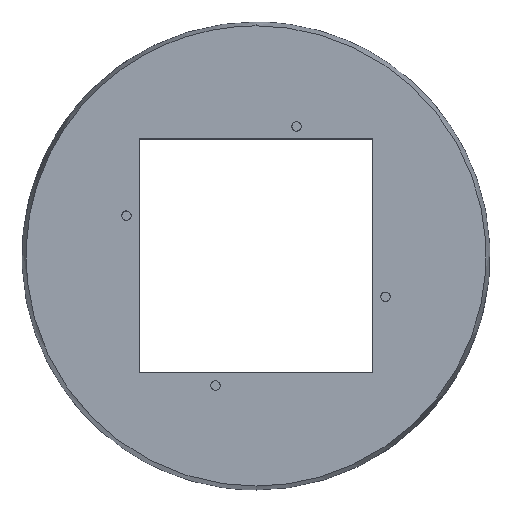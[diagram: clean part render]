
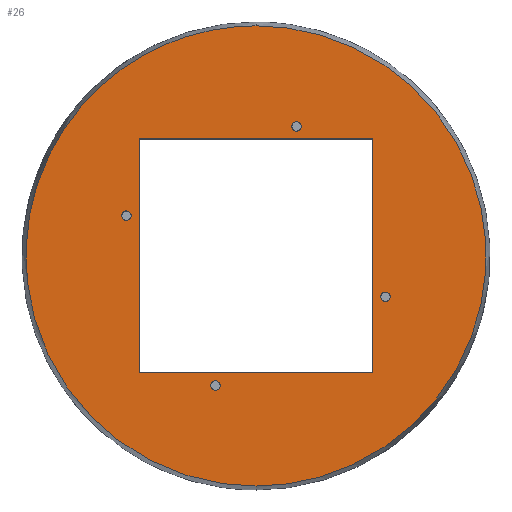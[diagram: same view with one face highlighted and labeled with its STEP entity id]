
A CAD part, top view. The second image highlights one B-rep face of the part: STEP entity #26.
In plain terms, the highlighted planar face has unit normal (0, 0, 1).
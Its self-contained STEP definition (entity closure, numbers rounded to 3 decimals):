
#14=FACE_BOUND($,#71,.T.);
#15=FACE_BOUND($,#72,.T.);
#16=FACE_BOUND($,#73,.T.);
#17=FACE_BOUND($,#74,.T.);
#18=FACE_BOUND($,#75,.T.);
#26=ADVANCED_FACE($,(#48,#14,#15,#16,#17,#18),#260,.T.);
#48=FACE_OUTER_BOUND($,#70,.T.);
#70=EDGE_LOOP($,(#116,#117));
#71=EDGE_LOOP($,(#118,#119));
#72=EDGE_LOOP($,(#120,#121));
#73=EDGE_LOOP($,(#122,#123,#124,#125));
#74=EDGE_LOOP($,(#126,#127));
#75=EDGE_LOOP($,(#128,#129));
#116=ORIENTED_EDGE($,*,*,#211,.F.);
#117=ORIENTED_EDGE($,*,*,#187,.F.);
#118=ORIENTED_EDGE($,*,*,#227,.T.);
#119=ORIENTED_EDGE($,*,*,#194,.T.);
#120=ORIENTED_EDGE($,*,*,#202,.T.);
#121=ORIENTED_EDGE($,*,*,#224,.T.);
#122=ORIENTED_EDGE($,*,*,#207,.F.);
#123=ORIENTED_EDGE($,*,*,#208,.F.);
#124=ORIENTED_EDGE($,*,*,#209,.F.);
#125=ORIENTED_EDGE($,*,*,#210,.F.);
#126=ORIENTED_EDGE($,*,*,#198,.T.);
#127=ORIENTED_EDGE($,*,*,#212,.F.);
#128=ORIENTED_EDGE($,*,*,#190,.T.);
#129=ORIENTED_EDGE($,*,*,#229,.T.);
#187=EDGE_CURVE($,#233,#230,#307,.T.);
#190=EDGE_CURVE($,#237,#236,#309,.T.);
#194=EDGE_CURVE($,#241,#240,#311,.T.);
#198=EDGE_CURVE($,#245,#244,#313,.T.);
#202=EDGE_CURVE($,#249,#248,#315,.T.);
#207=EDGE_CURVE($,#252,#253,#292,.T.);
#208=EDGE_CURVE($,#254,#252,#293,.T.);
#209=EDGE_CURVE($,#255,#254,#294,.T.);
#210=EDGE_CURVE($,#253,#255,#295,.T.);
#211=EDGE_CURVE($,#230,#233,#317,.T.);
#212=EDGE_CURVE($,#245,#244,#318,.T.);
#224=EDGE_CURVE($,#248,#249,#322,.T.);
#227=EDGE_CURVE($,#240,#241,#325,.T.);
#229=EDGE_CURVE($,#236,#237,#327,.T.);
#230=VERTEX_POINT($,#743);
#233=VERTEX_POINT($,#746);
#236=VERTEX_POINT($,#749);
#237=VERTEX_POINT($,#750);
#240=VERTEX_POINT($,#753);
#241=VERTEX_POINT($,#754);
#244=VERTEX_POINT($,#757);
#245=VERTEX_POINT($,#758);
#248=VERTEX_POINT($,#761);
#249=VERTEX_POINT($,#762);
#252=VERTEX_POINT($,#765);
#253=VERTEX_POINT($,#766);
#254=VERTEX_POINT($,#767);
#255=VERTEX_POINT($,#768);
#260=PLANE($,#416);
#292=B_SPLINE_CURVE_WITH_KNOTS($,1,(#523,#524),.UNSPECIFIED.,.F.,.F.,(2,
2),(-150.,0.),.UNSPECIFIED.);
#293=B_SPLINE_CURVE_WITH_KNOTS($,1,(#525,#526),.UNSPECIFIED.,.F.,.F.,(2,
2),(-150.,0.),.UNSPECIFIED.);
#294=B_SPLINE_CURVE_WITH_KNOTS($,1,(#527,#528),.UNSPECIFIED.,.F.,.F.,(2,
2),(-150.,0.),.UNSPECIFIED.);
#295=B_SPLINE_CURVE_WITH_KNOTS($,1,(#529,#530),.UNSPECIFIED.,.F.,.F.,(2,
2),(-150.,0.),.UNSPECIFIED.);
#307=(
BOUNDED_CURVE()
B_SPLINE_CURVE(3,(#454,#455,#456,#457),.UNSPECIFIED.,.F.,.F.)
B_SPLINE_CURVE_WITH_KNOTS((4,4),(-900.,0.),.UNSPECIFIED.)
CURVE()
GEOMETRIC_REPRESENTATION_ITEM()
RATIONAL_B_SPLINE_CURVE((1.,0.333,0.333,1.))
REPRESENTATION_ITEM($)
);
#309=(
BOUNDED_CURVE()
B_SPLINE_CURVE(2,(#465,#466,#467,#468,#469),.UNSPECIFIED.,.F.,.F.)
B_SPLINE_CURVE_WITH_KNOTS((3,2,3),(0.,4.712,9.425),
.UNSPECIFIED.)
CURVE()
GEOMETRIC_REPRESENTATION_ITEM()
RATIONAL_B_SPLINE_CURVE((1.,0.707,1.,0.707,1.))
REPRESENTATION_ITEM($)
);
#311=(
BOUNDED_CURVE()
B_SPLINE_CURVE(2,(#479,#480,#481,#482,#483),.UNSPECIFIED.,.F.,.F.)
B_SPLINE_CURVE_WITH_KNOTS((3,2,3),(0.,4.712,9.425),
.UNSPECIFIED.)
CURVE()
GEOMETRIC_REPRESENTATION_ITEM()
RATIONAL_B_SPLINE_CURVE((1.,0.707,1.,0.707,1.))
REPRESENTATION_ITEM($)
);
#313=(
BOUNDED_CURVE()
B_SPLINE_CURVE(2,(#493,#494,#495,#496,#497),.UNSPECIFIED.,.F.,.F.)
B_SPLINE_CURVE_WITH_KNOTS((3,2,3),(0.,4.712,9.425),
.UNSPECIFIED.)
CURVE()
GEOMETRIC_REPRESENTATION_ITEM()
RATIONAL_B_SPLINE_CURVE((1.,0.707,1.,0.707,1.))
REPRESENTATION_ITEM($)
);
#315=(
BOUNDED_CURVE()
B_SPLINE_CURVE(2,(#507,#508,#509,#510,#511),.UNSPECIFIED.,.F.,.F.)
B_SPLINE_CURVE_WITH_KNOTS((3,2,3),(0.,4.712,9.425),
.UNSPECIFIED.)
CURVE()
GEOMETRIC_REPRESENTATION_ITEM()
RATIONAL_B_SPLINE_CURVE((1.,0.707,1.,0.707,1.))
REPRESENTATION_ITEM($)
);
#317=(
BOUNDED_CURVE()
B_SPLINE_CURVE(2,(#531,#532,#533,#534,#535),.UNSPECIFIED.,.F.,.F.)
B_SPLINE_CURVE_WITH_KNOTS((3,2,3),(-463.384,-231.692,0.),
.UNSPECIFIED.)
CURVE()
GEOMETRIC_REPRESENTATION_ITEM()
RATIONAL_B_SPLINE_CURVE((1.,0.707,1.,0.707,1.))
REPRESENTATION_ITEM($)
);
#318=(
BOUNDED_CURVE()
B_SPLINE_CURVE(2,(#536,#537,#538,#539,#540),.UNSPECIFIED.,.F.,.F.)
B_SPLINE_CURVE_WITH_KNOTS((3,2,3),(-9.425,-4.712,0.),
.UNSPECIFIED.)
CURVE()
GEOMETRIC_REPRESENTATION_ITEM()
RATIONAL_B_SPLINE_CURVE((1.,0.707,1.,0.707,1.))
REPRESENTATION_ITEM($)
);
#322=(
BOUNDED_CURVE()
B_SPLINE_CURVE(2,(#571,#572,#573,#574,#575),.UNSPECIFIED.,.F.,.F.)
B_SPLINE_CURVE_WITH_KNOTS((3,2,3),(0.,4.712,9.425),
.UNSPECIFIED.)
CURVE()
GEOMETRIC_REPRESENTATION_ITEM()
RATIONAL_B_SPLINE_CURVE((1.,0.707,1.,0.707,1.))
REPRESENTATION_ITEM($)
);
#325=(
BOUNDED_CURVE()
B_SPLINE_CURVE(2,(#586,#587,#588,#589,#590),.UNSPECIFIED.,.F.,.F.)
B_SPLINE_CURVE_WITH_KNOTS((3,2,3),(0.,4.712,9.425),
.UNSPECIFIED.)
CURVE()
GEOMETRIC_REPRESENTATION_ITEM()
RATIONAL_B_SPLINE_CURVE((1.,0.707,1.,0.707,1.))
REPRESENTATION_ITEM($)
);
#327=(
BOUNDED_CURVE()
B_SPLINE_CURVE(2,(#596,#597,#598,#599,#600),.UNSPECIFIED.,.F.,.F.)
B_SPLINE_CURVE_WITH_KNOTS((3,2,3),(0.,4.712,9.425),
.UNSPECIFIED.)
CURVE()
GEOMETRIC_REPRESENTATION_ITEM()
RATIONAL_B_SPLINE_CURVE((1.,0.707,1.,0.707,1.))
REPRESENTATION_ITEM($)
);
#416=AXIS2_PLACEMENT_3D($,#667,#429,$);
#429=DIRECTION($,(0.,0.,1.));
#454=CARTESIAN_POINT($,(-52.298,-228.765,46.749));
#455=CARTESIAN_POINT($,(-347.297,-228.765,46.749));
#456=CARTESIAN_POINT($,(-347.297,66.235,46.749));
#457=CARTESIAN_POINT($,(-52.298,66.235,46.749));
#465=CARTESIAN_POINT($,(-26.298,-1.241,46.749));
#466=CARTESIAN_POINT($,(-29.298,-1.241,46.749));
#467=CARTESIAN_POINT($,(-29.298,1.759,46.749));
#468=CARTESIAN_POINT($,(-29.298,4.759,46.749));
#469=CARTESIAN_POINT($,(-26.298,4.759,46.749));
#479=CARTESIAN_POINT($,(-135.37,-58.419,46.749));
#480=CARTESIAN_POINT($,(-138.37,-58.419,46.749));
#481=CARTESIAN_POINT($,(-138.37,-55.419,46.749));
#482=CARTESIAN_POINT($,(-138.37,-52.419,46.749));
#483=CARTESIAN_POINT($,(-135.37,-52.419,46.749));
#493=CARTESIAN_POINT($,(-78.298,-167.289,46.749));
#494=CARTESIAN_POINT($,(-81.298,-167.289,46.749));
#495=CARTESIAN_POINT($,(-81.298,-164.289,46.749));
#496=CARTESIAN_POINT($,(-81.298,-161.289,46.749));
#497=CARTESIAN_POINT($,(-78.298,-161.289,46.749));
#507=CARTESIAN_POINT($,(30.678,-110.419,46.749));
#508=CARTESIAN_POINT($,(27.678,-110.419,46.749));
#509=CARTESIAN_POINT($,(27.678,-107.419,46.749));
#510=CARTESIAN_POINT($,(27.678,-104.419,46.749));
#511=CARTESIAN_POINT($,(30.678,-104.419,46.749));
#523=CARTESIAN_POINT($,(-127.298,-6.265,46.749));
#524=CARTESIAN_POINT($,(-127.298,-156.265,46.749));
#525=CARTESIAN_POINT($,(22.702,-6.265,46.749));
#526=CARTESIAN_POINT($,(-127.298,-6.265,46.749));
#527=CARTESIAN_POINT($,(22.702,-156.265,46.749));
#528=CARTESIAN_POINT($,(22.702,-6.265,46.749));
#529=CARTESIAN_POINT($,(-127.298,-156.265,46.749));
#530=CARTESIAN_POINT($,(22.702,-156.265,46.749));
#531=CARTESIAN_POINT($,(-52.298,66.235,46.749));
#532=CARTESIAN_POINT($,(95.202,66.235,46.749));
#533=CARTESIAN_POINT($,(95.202,-81.265,46.749));
#534=CARTESIAN_POINT($,(95.202,-228.765,46.749));
#535=CARTESIAN_POINT($,(-52.298,-228.765,46.749));
#536=CARTESIAN_POINT($,(-78.298,-167.289,46.749));
#537=CARTESIAN_POINT($,(-75.298,-167.289,46.749));
#538=CARTESIAN_POINT($,(-75.298,-164.289,46.749));
#539=CARTESIAN_POINT($,(-75.298,-161.289,46.749));
#540=CARTESIAN_POINT($,(-78.298,-161.289,46.749));
#571=CARTESIAN_POINT($,(30.678,-104.419,46.749));
#572=CARTESIAN_POINT($,(33.678,-104.419,46.749));
#573=CARTESIAN_POINT($,(33.678,-107.419,46.749));
#574=CARTESIAN_POINT($,(33.678,-110.419,46.749));
#575=CARTESIAN_POINT($,(30.678,-110.419,46.749));
#586=CARTESIAN_POINT($,(-135.37,-52.419,46.749));
#587=CARTESIAN_POINT($,(-132.37,-52.419,46.749));
#588=CARTESIAN_POINT($,(-132.37,-55.419,46.749));
#589=CARTESIAN_POINT($,(-132.37,-58.419,46.749));
#590=CARTESIAN_POINT($,(-135.37,-58.419,46.749));
#596=CARTESIAN_POINT($,(-26.298,4.759,46.749));
#597=CARTESIAN_POINT($,(-23.298,4.759,46.749));
#598=CARTESIAN_POINT($,(-23.298,1.759,46.749));
#599=CARTESIAN_POINT($,(-23.298,-1.241,46.749));
#600=CARTESIAN_POINT($,(-26.298,-1.241,46.749));
#667=CARTESIAN_POINT($,(-202.747,-231.715,46.749));
#743=CARTESIAN_POINT($,(-52.298,66.235,46.749));
#746=CARTESIAN_POINT($,(-52.298,-228.765,46.749));
#749=CARTESIAN_POINT($,(-26.298,4.759,46.749));
#750=CARTESIAN_POINT($,(-26.298,-1.241,46.749));
#753=CARTESIAN_POINT($,(-135.37,-52.419,46.749));
#754=CARTESIAN_POINT($,(-135.37,-58.419,46.749));
#757=CARTESIAN_POINT($,(-78.298,-161.289,46.749));
#758=CARTESIAN_POINT($,(-78.298,-167.289,46.749));
#761=CARTESIAN_POINT($,(30.678,-104.419,46.749));
#762=CARTESIAN_POINT($,(30.678,-110.419,46.749));
#765=CARTESIAN_POINT($,(-127.298,-6.265,46.749));
#766=CARTESIAN_POINT($,(-127.298,-156.265,46.749));
#767=CARTESIAN_POINT($,(22.702,-6.265,46.749));
#768=CARTESIAN_POINT($,(22.702,-156.265,46.749));
